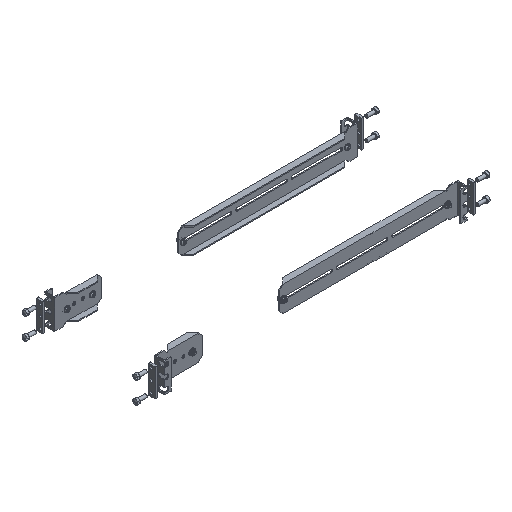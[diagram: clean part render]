
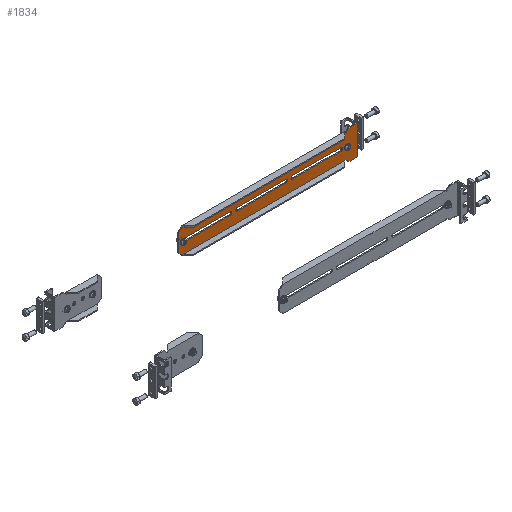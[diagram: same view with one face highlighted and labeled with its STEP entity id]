
A CAD part, isometric view. The second image highlights one B-rep face of the part: STEP entity #1834.
In plain terms, the highlighted planar face has unit normal (0, -1, 0).
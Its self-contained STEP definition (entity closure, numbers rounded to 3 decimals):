
#99=CARTESIAN_POINT('',(-23.25,0.0,-2.25));
#100=VERTEX_POINT('',#99);
#107=CARTESIAN_POINT('',(-23.25,0.0,2.25));
#108=VERTEX_POINT('',#107);
#109=CARTESIAN_POINT('',(-23.25,0.0,0.));
#110=DIRECTION('',(0.0,1.0,0.0));
#111=DIRECTION('',(0.0,0.0,-1.0));
#112=AXIS2_PLACEMENT_3D('',#109,#110,#111);
#113=CIRCLE('',#112,2.25);
#114=EDGE_CURVE('',#108,#100,#113,.T.);
#139=CARTESIAN_POINT('',(-95.25,0.0,2.25));
#140=VERTEX_POINT('',#139);
#141=CARTESIAN_POINT('',(-95.25,0.0,2.25));
#142=DIRECTION('',(1.0,0.0,0.0));
#143=VECTOR('',#142,72.);
#144=LINE('',#141,#143);
#145=EDGE_CURVE('',#140,#108,#144,.T.);
#171=CARTESIAN_POINT('',(-95.25,0.0,-2.25));
#172=VERTEX_POINT('',#171);
#173=CARTESIAN_POINT('',(-95.25,0.0,0.));
#174=DIRECTION('',(0.0,1.0,0.0));
#175=DIRECTION('',(0.0,0.0,1.0));
#176=AXIS2_PLACEMENT_3D('',#173,#174,#175);
#177=CIRCLE('',#176,2.25);
#178=EDGE_CURVE('',#172,#140,#177,.T.);
#201=CARTESIAN_POINT('',(-23.25,0.0,-2.25));
#202=DIRECTION('',(-1.0,0.0,0.0));
#203=VECTOR('',#202,72.);
#204=LINE('',#201,#203);
#205=EDGE_CURVE('',#100,#172,#204,.T.);
#227=CARTESIAN_POINT('',(-105.75,0.0,-2.25));
#228=VERTEX_POINT('',#227);
#235=CARTESIAN_POINT('',(-105.75,0.0,2.25));
#236=VERTEX_POINT('',#235);
#237=CARTESIAN_POINT('',(-105.75,0.0,0.));
#238=DIRECTION('',(0.0,1.0,0.0));
#239=DIRECTION('',(0.0,0.0,-1.0));
#240=AXIS2_PLACEMENT_3D('',#237,#238,#239);
#241=CIRCLE('',#240,2.25);
#242=EDGE_CURVE('',#236,#228,#241,.T.);
#267=CARTESIAN_POINT('',(-177.75,0.0,2.25));
#268=VERTEX_POINT('',#267);
#269=CARTESIAN_POINT('',(-177.75,0.0,2.25));
#270=DIRECTION('',(1.0,0.0,0.0));
#271=VECTOR('',#270,72.0);
#272=LINE('',#269,#271);
#273=EDGE_CURVE('',#268,#236,#272,.T.);
#299=CARTESIAN_POINT('',(-177.75,0.0,-2.25));
#300=VERTEX_POINT('',#299);
#301=CARTESIAN_POINT('',(-177.75,0.0,0.));
#302=DIRECTION('',(0.0,1.0,0.0));
#303=DIRECTION('',(0.0,0.0,1.0));
#304=AXIS2_PLACEMENT_3D('',#301,#302,#303);
#305=CIRCLE('',#304,2.25);
#306=EDGE_CURVE('',#300,#268,#305,.T.);
#329=CARTESIAN_POINT('',(-105.75,0.0,-2.25));
#330=DIRECTION('',(-1.0,0.0,0.0));
#331=VECTOR('',#330,72.0);
#332=LINE('',#329,#331);
#333=EDGE_CURVE('',#228,#300,#332,.T.);
#355=CARTESIAN_POINT('',(-260.25,0.0,2.25));
#356=VERTEX_POINT('',#355);
#363=CARTESIAN_POINT('',(-260.25,0.0,-2.25));
#364=VERTEX_POINT('',#363);
#365=CARTESIAN_POINT('',(-260.25,0.0,0.));
#366=DIRECTION('',(0.0,1.0,0.0));
#367=DIRECTION('',(0.0,0.0,1.0));
#368=AXIS2_PLACEMENT_3D('',#365,#366,#367);
#369=CIRCLE('',#368,2.25);
#370=EDGE_CURVE('',#364,#356,#369,.T.);
#395=CARTESIAN_POINT('',(-188.25,0.0,-2.25));
#396=VERTEX_POINT('',#395);
#397=CARTESIAN_POINT('',(-188.25,0.0,-2.25));
#398=DIRECTION('',(-1.0,0.0,0.0));
#399=VECTOR('',#398,72.);
#400=LINE('',#397,#399);
#401=EDGE_CURVE('',#396,#364,#400,.T.);
#427=CARTESIAN_POINT('',(-188.25,0.0,2.25));
#428=VERTEX_POINT('',#427);
#429=CARTESIAN_POINT('',(-188.25,0.0,0.));
#430=DIRECTION('',(0.0,1.0,0.0));
#431=DIRECTION('',(0.0,0.0,-1.0));
#432=AXIS2_PLACEMENT_3D('',#429,#430,#431);
#433=CIRCLE('',#432,2.25);
#434=EDGE_CURVE('',#428,#396,#433,.T.);
#457=CARTESIAN_POINT('',(-260.25,0.0,2.25));
#458=DIRECTION('',(1.0,0.0,0.0));
#459=VECTOR('',#458,72.);
#460=LINE('',#457,#459);
#461=EDGE_CURVE('',#356,#428,#460,.T.);
#483=CARTESIAN_POINT('',(-13.,0.0,0.));
#484=VERTEX_POINT('',#483);
#485=CARTESIAN_POINT('',(-15.25,0.0,0.));
#486=DIRECTION('',(0.0,1.0,0.0));
#487=DIRECTION('',(-1.0,0.0,0.0));
#488=AXIS2_PLACEMENT_3D('',#485,#486,#487);
#489=CIRCLE('',#488,2.25);
#490=EDGE_CURVE('',#484,#484,#489,.T.);
#1076=CARTESIAN_POINT('',(1.45,0.0,21.85));
#1077=VERTEX_POINT('',#1076);
#1084=CARTESIAN_POINT('',(1.45,0.0,-21.85));
#1085=VERTEX_POINT('',#1084);
#1086=CARTESIAN_POINT('',(1.45,0.0,-21.85));
#1087=DIRECTION('',(0.0,0.0,1.0));
#1088=VECTOR('',#1087,43.7);
#1089=LINE('',#1086,#1088);
#1090=EDGE_CURVE('',#1085,#1077,#1089,.T.);
#1114=CARTESIAN_POINT('',(-15.8,0.0,17.5));
#1115=VERTEX_POINT('',#1114);
#1116=CARTESIAN_POINT('',(-11.45,0.0,21.85));
#1117=VERTEX_POINT('',#1116);
#1118=CARTESIAN_POINT('',(-15.8,0.0,17.5));
#1119=DIRECTION('',(0.707,0.0,0.707));
#1120=VECTOR('',#1119,6.152);
#1121=LINE('',#1118,#1120);
#1122=EDGE_CURVE('',#1115,#1117,#1121,.T.);
#1154=CARTESIAN_POINT('',(-11.45,0.0,-21.85));
#1155=VERTEX_POINT('',#1154);
#1156=CARTESIAN_POINT('',(-15.8,0.0,-17.5));
#1157=VERTEX_POINT('',#1156);
#1158=CARTESIAN_POINT('',(-11.45,0.0,-21.85));
#1159=DIRECTION('',(-0.707,0.0,0.707));
#1160=VECTOR('',#1159,6.152);
#1161=LINE('',#1158,#1160);
#1162=EDGE_CURVE('',#1155,#1157,#1161,.T.);
#1195=CARTESIAN_POINT('',(-17.9,0.0,-17.5));
#1196=VERTEX_POINT('',#1195);
#1197=CARTESIAN_POINT('',(-17.9,0.0,-17.5));
#1198=DIRECTION('',(1.0,0.0,0.0));
#1199=VECTOR('',#1198,2.1);
#1200=LINE('',#1197,#1199);
#1201=EDGE_CURVE('',#1196,#1157,#1200,.T.);
#1225=CARTESIAN_POINT('',(-260.9,0.0,-17.5));
#1226=VERTEX_POINT('',#1225);
#1227=CARTESIAN_POINT('',(-265.25,0.0,-13.15));
#1228=VERTEX_POINT('',#1227);
#1229=CARTESIAN_POINT('',(-260.9,0.0,-17.5));
#1230=DIRECTION('',(-0.707,0.0,0.707));
#1231=VECTOR('',#1230,6.152);
#1232=LINE('',#1229,#1231);
#1233=EDGE_CURVE('',#1226,#1228,#1232,.T.);
#1405=CARTESIAN_POINT('',(-265.25,0.0,13.15));
#1406=VERTEX_POINT('',#1405);
#1407=CARTESIAN_POINT('',(-265.25,0.0,-13.15));
#1408=DIRECTION('',(0.0,0.0,1.0));
#1409=VECTOR('',#1408,26.3);
#1410=LINE('',#1407,#1409);
#1411=EDGE_CURVE('',#1228,#1406,#1410,.T.);
#1430=CARTESIAN_POINT('',(-260.9,0.0,17.5));
#1431=VERTEX_POINT('',#1430);
#1432=CARTESIAN_POINT('',(-265.25,0.0,13.15));
#1433=DIRECTION('',(0.707,0.0,0.707));
#1434=VECTOR('',#1433,6.152);
#1435=LINE('',#1432,#1434);
#1436=EDGE_CURVE('',#1406,#1431,#1435,.T.);
#1522=CARTESIAN_POINT('',(-258.8,0.0,-17.5));
#1523=VERTEX_POINT('',#1522);
#1545=CARTESIAN_POINT('',(-258.8,0.0,-17.5));
#1546=DIRECTION('',(1.0,0.0,0.0));
#1547=VECTOR('',#1546,240.9);
#1548=LINE('',#1545,#1547);
#1549=EDGE_CURVE('',#1523,#1196,#1548,.T.);
#1577=CARTESIAN_POINT('',(-260.9,0.0,-17.5));
#1578=DIRECTION('',(1.0,0.0,0.0));
#1579=VECTOR('',#1578,2.1);
#1580=LINE('',#1577,#1579);
#1581=EDGE_CURVE('',#1226,#1523,#1580,.T.);
#1607=CARTESIAN_POINT('',(-17.9,0.0,17.5));
#1608=VERTEX_POINT('',#1607);
#1668=CARTESIAN_POINT('',(-258.8,0.0,17.5));
#1669=VERTEX_POINT('',#1668);
#1691=CARTESIAN_POINT('',(-17.9,0.0,17.5));
#1692=DIRECTION('',(-1.0,0.0,0.0));
#1693=VECTOR('',#1692,240.9);
#1694=LINE('',#1691,#1693);
#1695=EDGE_CURVE('',#1608,#1669,#1694,.T.);
#1721=CARTESIAN_POINT('',(-258.8,0.0,17.5));
#1722=DIRECTION('',(-1.0,0.0,0.0));
#1723=VECTOR('',#1722,2.1);
#1724=LINE('',#1721,#1723);
#1725=EDGE_CURVE('',#1669,#1431,#1724,.T.);
#1740=CARTESIAN_POINT('',(-15.8,0.0,17.5));
#1741=DIRECTION('',(-1.0,0.0,0.0));
#1742=VECTOR('',#1741,2.1);
#1743=LINE('',#1740,#1742);
#1744=EDGE_CURVE('',#1115,#1608,#1743,.T.);
#1755=CARTESIAN_POINT('',(1.45,0.0,21.85));
#1756=DIRECTION('',(-1.0,0.0,0.0));
#1757=VECTOR('',#1756,12.9);
#1758=LINE('',#1755,#1757);
#1759=EDGE_CURVE('',#1077,#1117,#1758,.T.);
#1787=CARTESIAN_POINT('',(1.45,0.0,0.0));
#1788=DIRECTION('',(0.0,-1.0,0.0));
#1789=DIRECTION('',(0.0,0.0,-1.0));
#1790=AXIS2_PLACEMENT_3D('',#1787,#1788,#1789);
#1791=PLANE('',#1790);
#1792=ORIENTED_EDGE('',*,*,#1233,.F.);
#1793=ORIENTED_EDGE('',*,*,#1581,.T.);
#1794=ORIENTED_EDGE('',*,*,#1549,.T.);
#1795=ORIENTED_EDGE('',*,*,#1201,.T.);
#1796=ORIENTED_EDGE('',*,*,#1162,.F.);
#1797=CARTESIAN_POINT('',(-11.45,0.0,-21.85));
#1798=DIRECTION('',(1.0,0.0,0.0));
#1799=VECTOR('',#1798,12.9);
#1800=LINE('',#1797,#1799);
#1801=EDGE_CURVE('',#1155,#1085,#1800,.T.);
#1802=ORIENTED_EDGE('',*,*,#1801,.T.);
#1803=ORIENTED_EDGE('',*,*,#1090,.T.);
#1804=ORIENTED_EDGE('',*,*,#1759,.T.);
#1805=ORIENTED_EDGE('',*,*,#1122,.F.);
#1806=ORIENTED_EDGE('',*,*,#1744,.T.);
#1807=ORIENTED_EDGE('',*,*,#1695,.T.);
#1808=ORIENTED_EDGE('',*,*,#1725,.T.);
#1809=ORIENTED_EDGE('',*,*,#1436,.F.);
#1810=ORIENTED_EDGE('',*,*,#1411,.F.);
#1811=EDGE_LOOP('',(#1792,#1793,#1794,#1795,#1796,#1802,#1803,#1804,#1805,#1806,#1807,#1808,#1809,#1810));
#1812=FACE_OUTER_BOUND('',#1811,.T.);
#1813=ORIENTED_EDGE('',*,*,#178,.T.);
#1814=ORIENTED_EDGE('',*,*,#145,.T.);
#1815=ORIENTED_EDGE('',*,*,#114,.T.);
#1816=ORIENTED_EDGE('',*,*,#205,.T.);
#1817=EDGE_LOOP('',(#1813,#1814,#1815,#1816));
#1818=FACE_BOUND('',#1817,.T.);
#1819=ORIENTED_EDGE('',*,*,#306,.T.);
#1820=ORIENTED_EDGE('',*,*,#273,.T.);
#1821=ORIENTED_EDGE('',*,*,#242,.T.);
#1822=ORIENTED_EDGE('',*,*,#333,.T.);
#1823=EDGE_LOOP('',(#1819,#1820,#1821,#1822));
#1824=FACE_BOUND('',#1823,.T.);
#1825=ORIENTED_EDGE('',*,*,#434,.T.);
#1826=ORIENTED_EDGE('',*,*,#401,.T.);
#1827=ORIENTED_EDGE('',*,*,#370,.T.);
#1828=ORIENTED_EDGE('',*,*,#461,.T.);
#1829=EDGE_LOOP('',(#1825,#1826,#1827,#1828));
#1830=FACE_BOUND('',#1829,.T.);
#1831=ORIENTED_EDGE('',*,*,#490,.T.);
#1832=EDGE_LOOP('',(#1831));
#1833=FACE_BOUND('',#1832,.T.);
#1834=ADVANCED_FACE('',(#1812,#1818,#1824,#1830,#1833),#1791,.T.);
